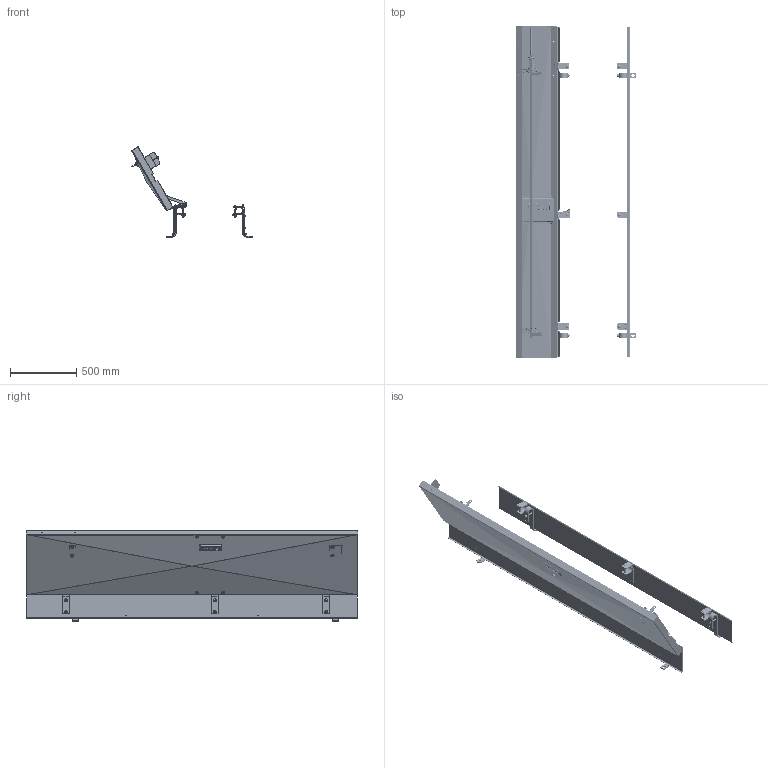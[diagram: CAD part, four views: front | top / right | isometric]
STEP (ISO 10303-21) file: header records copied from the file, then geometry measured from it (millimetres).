
FILE_DESCRIPTION (( 'STEP AP203' ), '1' );
FILE_NAME ('0529570500.STEP', '2024-06-04T05:43:04', ( '' ), ( '' ), 'SwSTEP 2.0', 'SolidWorks 2022', '' );
FILE_SCHEMA (( 'CONFIG_CONTROL_DESIGN' ));
Products named in the file (1): 0529570500
Bounding box: 909.82 x 2500.06 x 680.13 mm (x, y, z)
Volume: 9527401.2 mm3; surface area: 7034369.6 mm2
Topology: 242 solids, 244 shells, 5148 faces, 12334 edges, 7762 vertices
Faces by surface type: plane 2286, cylinder 1706, cone 954, sphere 78, torus 78, bspline 46
Entity records: 190669 total; most frequent: CARTESIAN_POINT 70415, DIRECTION 25275, ORIENTED_EDGE 24650, EDGE_CURVE 12325, AXIS2_PLACEMENT_3D 9642, VERTEX_POINT 7762, VECTOR 5991, LINE 5991
